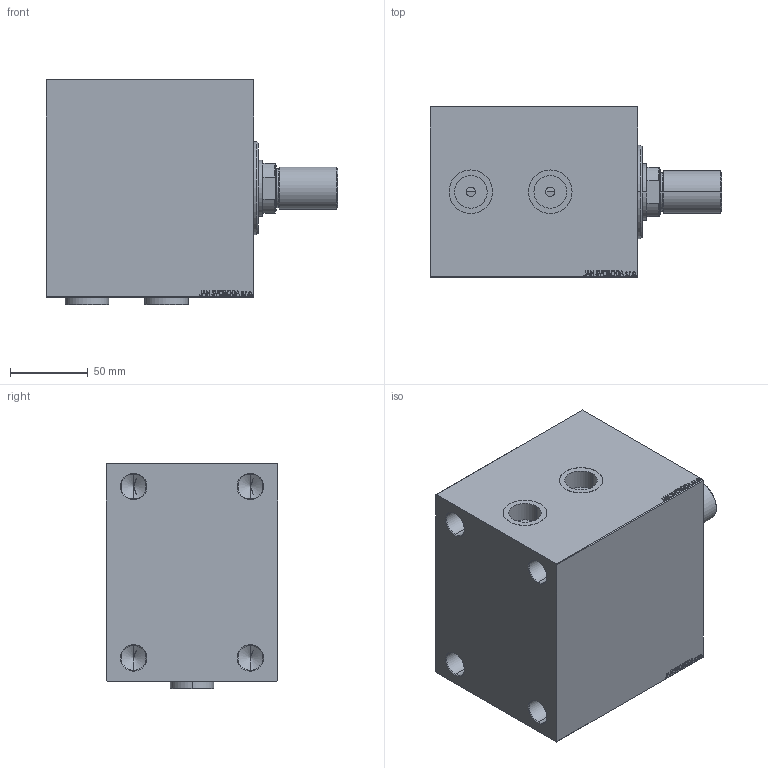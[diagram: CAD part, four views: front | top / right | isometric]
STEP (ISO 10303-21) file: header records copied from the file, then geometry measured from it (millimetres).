
FILE_DESCRIPTION (( 'STEP AP203' ), '1' );
FILE_NAME ('1c45.STEP', '2022-04-17T16:34:41', ( '' ), ( '' ), 'SwSTEP 2.0', 'SolidWorks 2019', '' );
FILE_SCHEMA (( 'CONFIG_CONTROL_DESIGN' ));
Length unit declared in the file: millimetre
Products named in the file (6): V450CP_VC_B e93de2f90a9d056335ac60a656230b16; V450CP_B e93de2f90a9d056335ac60a656230b16; V450CM_MALE_METRIC e93de2f90a9d056335ac60a656230b16; PLUG e93de2f90a9d056335ac60a656230b16; V450CP_B_VCP e93de2f90a9d056335ac60a656230b16; 1c45
Assembly tree (6 placements, depth 2):
  1c45
    V450CP_B e93de2f90a9d056335ac60a656230b16
    V450CP_B_VCP e93de2f90a9d056335ac60a656230b16
    V450CP_VC_B e93de2f90a9d056335ac60a656230b16
    V450CM_MALE_METRIC e93de2f90a9d056335ac60a656230b16
    PLUG e93de2f90a9d056335ac60a656230b16  x2
Bounding box: 187 x 110 x 144.9 mm (x, y, z)
Volume: 1924373.4 mm3; surface area: 216100.5 mm2
Topology: 6 solids, 6 shells, 972 faces, 2446 edges, 1593 vertices
Faces by surface type: plane 444, bspline 380, cylinder 88, cone 54, torus 6
Entity records: 46708 total; most frequent: CARTESIAN_POINT 25675, ORIENTED_EDGE 4776, DIRECTION 2986, EDGE_CURVE 2388, VERTEX_POINT 1569, LINE 1402, VECTOR 1402, EDGE_LOOP 1087
